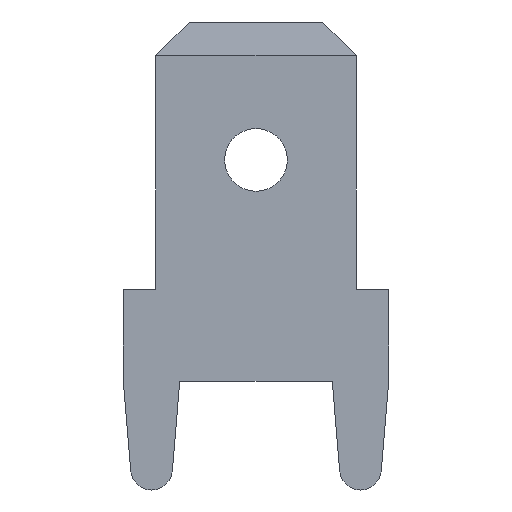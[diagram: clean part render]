
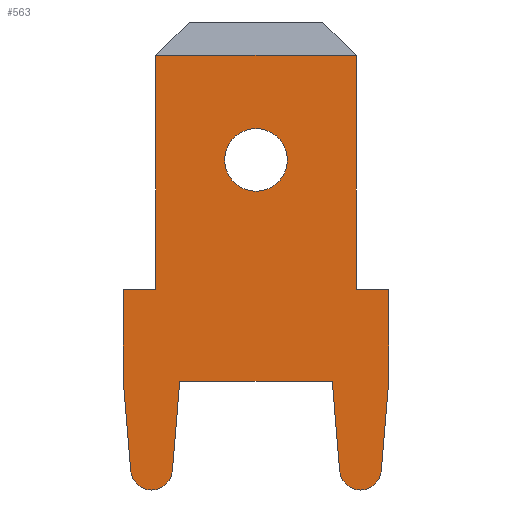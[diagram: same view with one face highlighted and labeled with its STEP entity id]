
A CAD part, left-side view. The second image highlights one B-rep face of the part: STEP entity #563.
In plain terms, the highlighted planar face has unit normal (-1, 0, 0).
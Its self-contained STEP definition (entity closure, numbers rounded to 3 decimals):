
#33 = VERTEX_POINT('',#34);
#34 = CARTESIAN_POINT('',(-0.4,0.75,5.498));
#52 = VERTEX_POINT('',#53);
#53 = CARTESIAN_POINT('',(-0.4,-0.75,5.498));
#59 = EDGE_CURVE('',#52,#33,#60,.T.);
#60 = CIRCLE('',#61,0.75);
#61 = AXIS2_PLACEMENT_3D('',#62,#63,#64);
#62 = CARTESIAN_POINT('',(-0.4,0.,
    5.498));
#63 = DIRECTION('',(1.,0.,0.));
#64 = DIRECTION('',(0.,1.,0.));
#208 = VERTEX_POINT('',#209);
#209 = CARTESIAN_POINT('',(-0.4,-2.4,7.998));
#215 = EDGE_CURVE('',#208,#216,#218,.T.);
#216 = VERTEX_POINT('',#217);
#217 = CARTESIAN_POINT('',(-0.4,-2.4,2.398));
#218 = LINE('',#219,#220);
#219 = CARTESIAN_POINT('',(-0.4,-2.4,8.798));
#220 = VECTOR('',#221,1.);
#221 = DIRECTION('',(0.,0.,-1.));
#237 = EDGE_CURVE('',#216,#238,#240,.T.);
#238 = VERTEX_POINT('',#239);
#239 = CARTESIAN_POINT('',(-0.4,-3.175,2.398));
#240 = LINE('',#241,#242);
#241 = CARTESIAN_POINT('',(-0.4,-2.4,2.398));
#242 = VECTOR('',#243,1.);
#243 = DIRECTION('',(0.,-1.,0.));
#261 = EDGE_CURVE('',#238,#262,#264,.T.);
#262 = VERTEX_POINT('',#263);
#263 = CARTESIAN_POINT('',(-0.4,-3.175,0.198));
#264 = LINE('',#265,#266);
#265 = CARTESIAN_POINT('',(-0.4,-3.175,2.398));
#266 = VECTOR('',#267,1.);
#267 = DIRECTION('',(0.,0.,-1.));
#285 = EDGE_CURVE('',#262,#286,#288,.T.);
#286 = VERTEX_POINT('',#287);
#287 = CARTESIAN_POINT('',(-0.4,-2.998,-1.943
    ));
#288 = LINE('',#289,#290);
#289 = CARTESIAN_POINT('',(-0.4,-3.175,0.198));
#290 = VECTOR('',#291,1.);
#291 = DIRECTION('',(0.,0.082,
    -0.997));
#309 = EDGE_CURVE('',#286,#310,#312,.T.);
#310 = VERTEX_POINT('',#311);
#311 = CARTESIAN_POINT('',(-0.4,-2.002,-1.943
    ));
#312 = CIRCLE('',#313,0.5);
#313 = AXIS2_PLACEMENT_3D('',#314,#315,#316);
#314 = CARTESIAN_POINT('',(-0.4,-2.5,-1.902));
#315 = DIRECTION('',(1.,0.,0.));
#316 = DIRECTION('',(0.,-1.,0.));
#334 = EDGE_CURVE('',#310,#335,#337,.T.);
#335 = VERTEX_POINT('',#336);
#336 = CARTESIAN_POINT('',(-0.4,-1.825,0.198));
#337 = LINE('',#338,#339);
#338 = CARTESIAN_POINT('',(-0.4,-1.825,0.198));
#339 = VECTOR('',#340,1.);
#340 = DIRECTION('',(0.,0.082,
    0.997));
#358 = EDGE_CURVE('',#335,#359,#361,.T.);
#359 = VERTEX_POINT('',#360);
#360 = CARTESIAN_POINT('',(-0.4,1.825,0.198));
#361 = LINE('',#362,#363);
#362 = CARTESIAN_POINT('',(-0.4,1.825,0.198));
#363 = VECTOR('',#364,1.);
#364 = DIRECTION('',(0.,1.,0.));
#382 = EDGE_CURVE('',#359,#383,#385,.T.);
#383 = VERTEX_POINT('',#384);
#384 = CARTESIAN_POINT('',(-0.4,2.002,-1.943)
  );
#385 = LINE('',#386,#387);
#386 = CARTESIAN_POINT('',(-0.4,1.825,0.198));
#387 = VECTOR('',#388,1.);
#388 = DIRECTION('',(0.,0.082,
    -0.997));
#406 = EDGE_CURVE('',#383,#407,#409,.T.);
#407 = VERTEX_POINT('',#408);
#408 = CARTESIAN_POINT('',(-0.4,2.998,-1.943)
  );
#409 = CIRCLE('',#410,0.5);
#410 = AXIS2_PLACEMENT_3D('',#411,#412,#413);
#411 = CARTESIAN_POINT('',(-0.4,2.5,-1.902));
#412 = DIRECTION('',(1.,0.,0.));
#413 = DIRECTION('',(0.,1.,0.));
#431 = EDGE_CURVE('',#407,#432,#434,.T.);
#432 = VERTEX_POINT('',#433);
#433 = CARTESIAN_POINT('',(-0.4,3.175,0.198));
#434 = LINE('',#435,#436);
#435 = CARTESIAN_POINT('',(-0.4,3.175,0.198));
#436 = VECTOR('',#437,1.);
#437 = DIRECTION('',(0.,0.082,
    0.997));
#455 = EDGE_CURVE('',#432,#456,#458,.T.);
#456 = VERTEX_POINT('',#457);
#457 = CARTESIAN_POINT('',(-0.4,3.175,2.398));
#458 = LINE('',#459,#460);
#459 = CARTESIAN_POINT('',(-0.4,3.175,2.398));
#460 = VECTOR('',#461,1.);
#461 = DIRECTION('',(0.,0.,1.));
#479 = EDGE_CURVE('',#456,#480,#482,.T.);
#480 = VERTEX_POINT('',#481);
#481 = CARTESIAN_POINT('',(-0.4,2.4,2.398));
#482 = LINE('',#483,#484);
#483 = CARTESIAN_POINT('',(-0.4,2.4,2.398));
#484 = VECTOR('',#485,1.);
#485 = DIRECTION('',(0.,-1.,0.));
#503 = EDGE_CURVE('',#480,#504,#506,.T.);
#504 = VERTEX_POINT('',#505);
#505 = CARTESIAN_POINT('',(-0.4,2.4,7.998));
#506 = LINE('',#507,#508);
#507 = CARTESIAN_POINT('',(-0.4,2.4,8.798));
#508 = VECTOR('',#509,1.);
#509 = DIRECTION('',(0.,0.,1.));
#563 = ADVANCED_FACE('',(#564,#574),#595,.T.);
#564 = FACE_BOUND('',#565,.T.);
#565 = EDGE_LOOP('',(#566,#573));
#566 = ORIENTED_EDGE('',*,*,#567,.T.);
#567 = EDGE_CURVE('',#33,#52,#568,.T.);
#568 = CIRCLE('',#569,0.75);
#569 = AXIS2_PLACEMENT_3D('',#570,#571,#572);
#570 = CARTESIAN_POINT('',(-0.4,0.,
    5.498));
#571 = DIRECTION('',(1.,0.,0.));
#572 = DIRECTION('',(0.,1.,0.));
#573 = ORIENTED_EDGE('',*,*,#59,.T.);
#574 = FACE_BOUND('',#575,.T.);
#575 = EDGE_LOOP('',(#576,#577,#583,#584,#585,#586,#587,#588,#589,#590,
    #591,#592,#593,#594));
#576 = ORIENTED_EDGE('',*,*,#215,.F.);
#577 = ORIENTED_EDGE('',*,*,#578,.T.);
#578 = EDGE_CURVE('',#208,#504,#579,.T.);
#579 = LINE('',#580,#581);
#580 = CARTESIAN_POINT('',(-0.4,1.6,7.998));
#581 = VECTOR('',#582,1.);
#582 = DIRECTION('',(0.,1.,0.));
#583 = ORIENTED_EDGE('',*,*,#503,.F.);
#584 = ORIENTED_EDGE('',*,*,#479,.F.);
#585 = ORIENTED_EDGE('',*,*,#455,.F.);
#586 = ORIENTED_EDGE('',*,*,#431,.F.);
#587 = ORIENTED_EDGE('',*,*,#406,.F.);
#588 = ORIENTED_EDGE('',*,*,#382,.F.);
#589 = ORIENTED_EDGE('',*,*,#358,.F.);
#590 = ORIENTED_EDGE('',*,*,#334,.F.);
#591 = ORIENTED_EDGE('',*,*,#309,.F.);
#592 = ORIENTED_EDGE('',*,*,#285,.F.);
#593 = ORIENTED_EDGE('',*,*,#261,.F.);
#594 = ORIENTED_EDGE('',*,*,#237,.F.);
#595 = PLANE('',#596);
#596 = AXIS2_PLACEMENT_3D('',#597,#598,#599);
#597 = CARTESIAN_POINT('',(-0.4,-2.5,-1.902));
#598 = DIRECTION('',(-1.,0.,0.));
#599 = DIRECTION('',(0.,-1.,0.));
